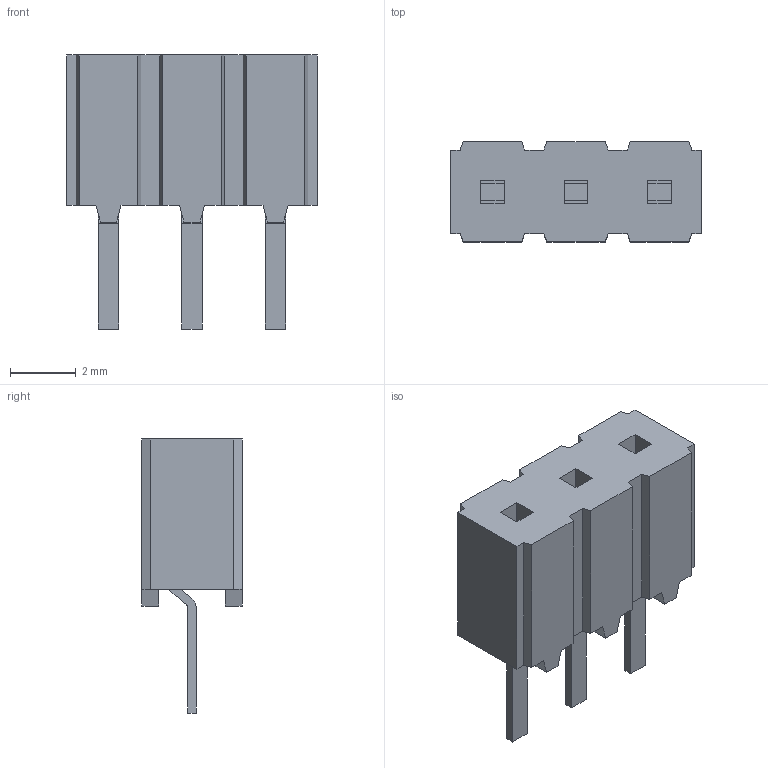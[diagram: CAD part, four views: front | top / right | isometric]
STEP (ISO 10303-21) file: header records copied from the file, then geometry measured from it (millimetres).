
FILE_DESCRIPTION(/* description */ (''),/* implementation_level */ '2;1');
FILE_NAME(/* name */ 'J-3-0254-FDT-H0508.step',/* time_stamp */ '2023-05-22T17:49:38+10:00',/* author */ (''),/* organization */ (''),/* preprocessor_version */ 'ST-DEVELOPER v19.2',/* originating_system */ 'Autodesk Translation Framework v12.4.0.73',/* authorisation */ '');
FILE_SCHEMA (('AUTOMOTIVE_DESIGN { 1 0 10303 214 3 1 1 }'));
Length unit declared in the file: millimetre
Products named in the file (4): J-3-0254-FDT-H0508; CES-103-01-T-S; _CES-103-01-S_socket; _010301S
Assembly tree (3 placements, depth 3):
  J-3-0254-FDT-H0508
    CES-103-01-T-S
      _CES-103-01-S_socket
      _010301S
Bounding box: 7.62 x 3.05 x 8.33 mm (x, y, z)
Volume: 151.1 mm3; surface area: 341.5 mm2
Topology: 2 solids, 2 shells, 117 faces, 312 edges, 208 vertices
Faces by surface type: plane 111, cylinder 6
Entity records: 3814 total; most frequent: CARTESIAN_POINT 644, ORIENTED_EDGE 624, DIRECTION 572, EDGE_CURVE 312, LINE 300, VECTOR 300, VERTEX_POINT 208, AXIS2_PLACEMENT_3D 136
